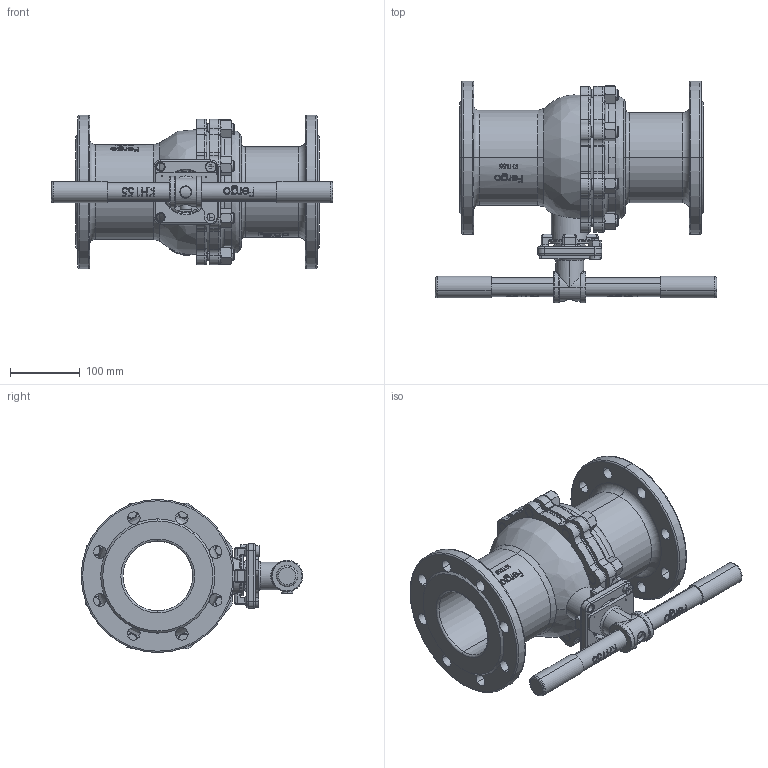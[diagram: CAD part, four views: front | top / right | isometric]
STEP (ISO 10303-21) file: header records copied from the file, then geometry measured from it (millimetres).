
FILE_DESCRIPTION (( 'STEP AP214' ), '1' );
FILE_NAME ('KH155-F1-Kugelhahn-DN100-PN16-Handhebel-Fergo.STEP', '2022-10-10T11:39:19', ( '' ), ( '' ), 'SwSTEP 2.0', 'SolidWorks 2022', '' );
FILE_SCHEMA (( 'AUTOMOTIVE_DESIGN' ));
Length unit declared in the file: millimetre
Products named in the file (1): KH155-F1-Kugelhahn-DN100-PN16-Handhebel-Fergo
Bounding box: 404 x 318.3 x 220 mm (x, y, z)
Volume: 4800073.9 mm3; surface area: 655011.6 mm2
Topology: 28 solids, 28 shells, 1461 faces, 3737 edges, 2331 vertices
Faces by surface type: bspline 465, cylinder 349, plane 294, cone 216, torus 137
Entity records: 128300 total; most frequent: CARTESIAN_POINT 84497, ORIENTED_EDGE 7450, DIRECTION 5286, EDGE_CURVE 3725, VERTEX_POINT 2331, AXIS2_PLACEMENT_3D 2213, B_SPLINE_CURVE_WITH_KNOTS 1637, EDGE_LOOP 1590
